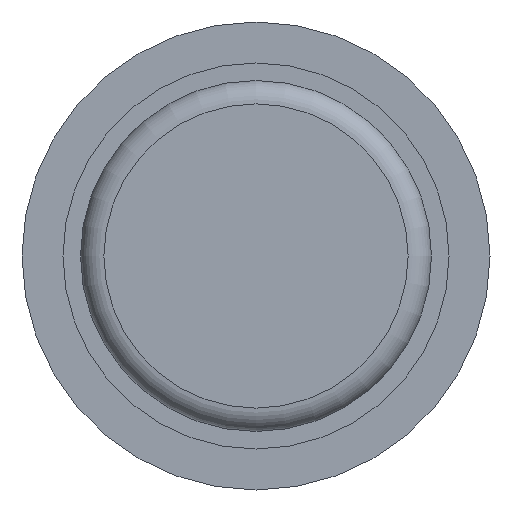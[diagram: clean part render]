
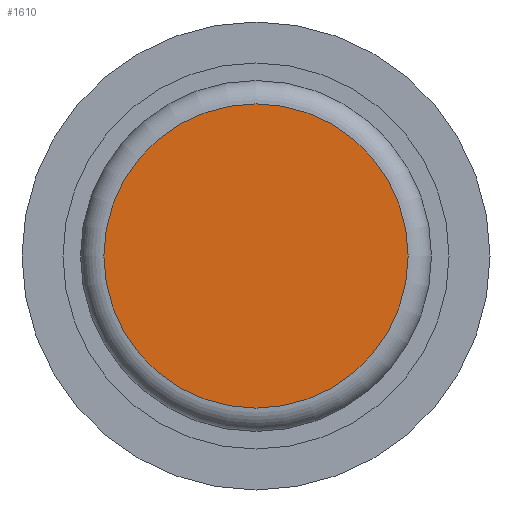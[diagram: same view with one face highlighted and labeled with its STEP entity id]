
A CAD part, front view. The second image highlights one B-rep face of the part: STEP entity #1610.
In plain terms, the highlighted planar face has unit normal (0, -1, 0).
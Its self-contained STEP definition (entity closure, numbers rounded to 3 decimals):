
#780=CIRCLE('',#1512,13.);
#870=ORIENTED_EDGE('',*,*,#1062,.T.);
#1002=VERTEX_POINT('',#1741);
#1062=EDGE_CURVE('',#1002,#1002,#780,.T.);
#1142=EDGE_LOOP('',(#870));
#1218=FACE_BOUND('',#1142,.T.);
#1371=DIRECTION('',(0.,-1.,0.));
#1372=DIRECTION('',(13.,0.,0.));
#1373=DIRECTION('',(0.,-1.,0.));
#1374=DIRECTION('',(-1.,0.,0.));
#1512=AXIS2_PLACEMENT_3D('',#1742,#1371,#1372);
#1513=AXIS2_PLACEMENT_3D('',#1743,#1373,#1374);
#1569=PLANE('',#1513);
#1610=ADVANCED_FACE('',(#1218),#1569,.T.);
#1741=CARTESIAN_POINT('',(13.,0.,0.));
#1742=CARTESIAN_POINT('',(0.,0.,0.));
#1743=CARTESIAN_POINT('',(0.,0.,0.));
